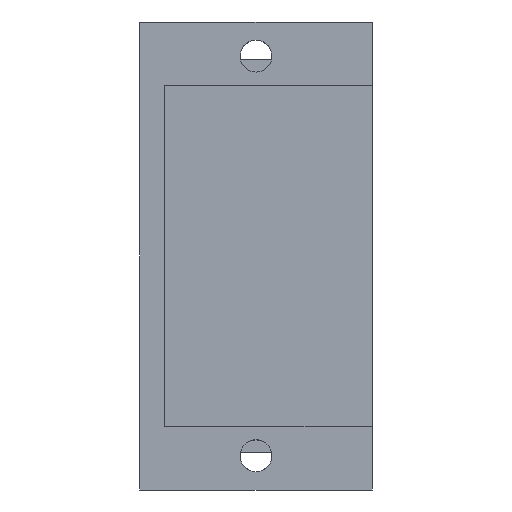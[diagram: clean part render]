
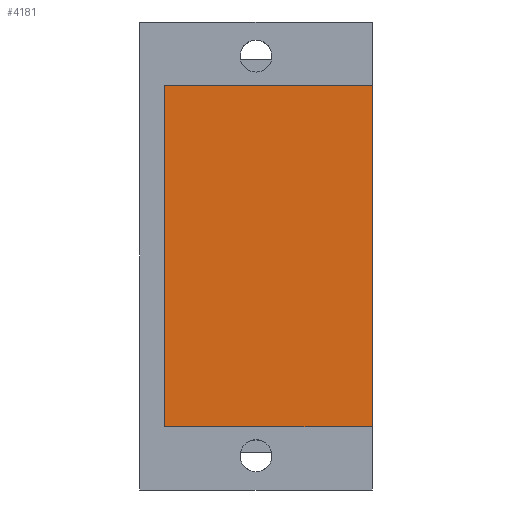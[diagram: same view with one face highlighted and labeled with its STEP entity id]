
A CAD part, left-side view. The second image highlights one B-rep face of the part: STEP entity #4181.
In plain terms, the highlighted planar face has unit normal (-1, 0, 0).
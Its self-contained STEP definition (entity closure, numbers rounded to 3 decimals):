
#1457 = PLANE('',#1458);
#1458 = AXIS2_PLACEMENT_3D('',#1459,#1460,#1461);
#1459 = CARTESIAN_POINT('',(-20.986,-8.,-4.505));
#1460 = DIRECTION('',(0.,-1.,0.));
#1461 = DIRECTION('',(-1.,0.,0.));
#1717 = PLANE('',#1718);
#1718 = AXIS2_PLACEMENT_3D('',#1719,#1720,#1721);
#1719 = CARTESIAN_POINT('',(-18.2,6.3,11.25));
#1720 = DIRECTION('',(0.,-1.,0.));
#1721 = DIRECTION('',(-1.,0.,0.));
#1745 = PLANE('',#1746);
#1746 = AXIS2_PLACEMENT_3D('',#1747,#1748,#1749);
#1747 = CARTESIAN_POINT('',(-20.7,-8.,11.25));
#1748 = DIRECTION('',(0.,0.,-1.));
#1749 = DIRECTION('',(0.,-1.,0.));
#1838 = PLANE('',#1839);
#1839 = AXIS2_PLACEMENT_3D('',#1840,#1841,#1842);
#1840 = CARTESIAN_POINT('',(-18.2,-8.,-12.25));
#1841 = DIRECTION('',(0.,0.,1.));
#1842 = DIRECTION('',(0.,1.,0.));
#4110 = VERTEX_POINT('',#4111);
#4111 = CARTESIAN_POINT('',(-18.2,-8.,-12.25));
#4132 = EDGE_CURVE('',#4133,#4110,#4135,.T.);
#4133 = VERTEX_POINT('',#4134);
#4134 = CARTESIAN_POINT('',(-18.2,6.3,-12.25));
#4135 = SURFACE_CURVE('',#4136,(#4140,#4147),.PCURVE_S1.);
#4136 = LINE('',#4137,#4138);
#4137 = CARTESIAN_POINT('',(-18.2,6.3,-12.25));
#4138 = VECTOR('',#4139,1.);
#4139 = DIRECTION('',(0.,-1.,0.));
#4140 = PCURVE('',#1838,#4141);
#4141 = DEFINITIONAL_REPRESENTATION('',(#4142),#4146);
#4142 = LINE('',#4143,#4144);
#4143 = CARTESIAN_POINT('',(14.3,0.));
#4144 = VECTOR('',#4145,1.);
#4145 = DIRECTION('',(-1.,0.));
#4146 = ( GEOMETRIC_REPRESENTATION_CONTEXT(2) 
PARAMETRIC_REPRESENTATION_CONTEXT() REPRESENTATION_CONTEXT('2D SPACE',''
  ) );
#4147 = PCURVE('',#4148,#4153);
#4148 = PLANE('',#4149);
#4149 = AXIS2_PLACEMENT_3D('',#4150,#4151,#4152);
#4150 = CARTESIAN_POINT('',(-18.2,6.3,11.25));
#4151 = DIRECTION('',(-1.,0.,0.));
#4152 = DIRECTION('',(0.,-1.,0.));
#4153 = DEFINITIONAL_REPRESENTATION('',(#4154),#4158);
#4154 = LINE('',#4155,#4156);
#4155 = CARTESIAN_POINT('',(0.,-23.5));
#4156 = VECTOR('',#4157,1.);
#4157 = DIRECTION('',(1.,0.));
#4158 = ( GEOMETRIC_REPRESENTATION_CONTEXT(2) 
PARAMETRIC_REPRESENTATION_CONTEXT() REPRESENTATION_CONTEXT('2D SPACE',''
  ) );
#4181 = ADVANCED_FACE('',(#4182),#4148,.T.);
#4182 = FACE_BOUND('',#4183,.T.);
#4183 = EDGE_LOOP('',(#4184,#4209,#4230,#4231));
#4184 = ORIENTED_EDGE('',*,*,#4185,.F.);
#4185 = EDGE_CURVE('',#4186,#4188,#4190,.T.);
#4186 = VERTEX_POINT('',#4187);
#4187 = CARTESIAN_POINT('',(-18.2,6.3,11.25));
#4188 = VERTEX_POINT('',#4189);
#4189 = CARTESIAN_POINT('',(-18.2,-8.,11.25));
#4190 = SURFACE_CURVE('',#4191,(#4195,#4202),.PCURVE_S1.);
#4191 = LINE('',#4192,#4193);
#4192 = CARTESIAN_POINT('',(-18.2,6.3,11.25));
#4193 = VECTOR('',#4194,1.);
#4194 = DIRECTION('',(0.,-1.,0.));
#4195 = PCURVE('',#4148,#4196);
#4196 = DEFINITIONAL_REPRESENTATION('',(#4197),#4201);
#4197 = LINE('',#4198,#4199);
#4198 = CARTESIAN_POINT('',(0.,0.));
#4199 = VECTOR('',#4200,1.);
#4200 = DIRECTION('',(1.,0.));
#4201 = ( GEOMETRIC_REPRESENTATION_CONTEXT(2) 
PARAMETRIC_REPRESENTATION_CONTEXT() REPRESENTATION_CONTEXT('2D SPACE',''
  ) );
#4202 = PCURVE('',#1745,#4203);
#4203 = DEFINITIONAL_REPRESENTATION('',(#4204),#4208);
#4204 = LINE('',#4205,#4206);
#4205 = CARTESIAN_POINT('',(-14.3,-2.5));
#4206 = VECTOR('',#4207,1.);
#4207 = DIRECTION('',(1.,0.));
#4208 = ( GEOMETRIC_REPRESENTATION_CONTEXT(2) 
PARAMETRIC_REPRESENTATION_CONTEXT() REPRESENTATION_CONTEXT('2D SPACE',''
  ) );
#4209 = ORIENTED_EDGE('',*,*,#4210,.T.);
#4210 = EDGE_CURVE('',#4186,#4133,#4211,.T.);
#4211 = SURFACE_CURVE('',#4212,(#4216,#4223),.PCURVE_S1.);
#4212 = LINE('',#4213,#4214);
#4213 = CARTESIAN_POINT('',(-18.2,6.3,11.25));
#4214 = VECTOR('',#4215,1.);
#4215 = DIRECTION('',(0.,0.,-1.));
#4216 = PCURVE('',#4148,#4217);
#4217 = DEFINITIONAL_REPRESENTATION('',(#4218),#4222);
#4218 = LINE('',#4219,#4220);
#4219 = CARTESIAN_POINT('',(0.,0.));
#4220 = VECTOR('',#4221,1.);
#4221 = DIRECTION('',(0.,-1.));
#4222 = ( GEOMETRIC_REPRESENTATION_CONTEXT(2) 
PARAMETRIC_REPRESENTATION_CONTEXT() REPRESENTATION_CONTEXT('2D SPACE',''
  ) );
#4223 = PCURVE('',#1717,#4224);
#4224 = DEFINITIONAL_REPRESENTATION('',(#4225),#4229);
#4225 = LINE('',#4226,#4227);
#4226 = CARTESIAN_POINT('',(0.,0.));
#4227 = VECTOR('',#4228,1.);
#4228 = DIRECTION('',(0.,1.));
#4229 = ( GEOMETRIC_REPRESENTATION_CONTEXT(2) 
PARAMETRIC_REPRESENTATION_CONTEXT() REPRESENTATION_CONTEXT('2D SPACE',''
  ) );
#4230 = ORIENTED_EDGE('',*,*,#4132,.T.);
#4231 = ORIENTED_EDGE('',*,*,#4232,.F.);
#4232 = EDGE_CURVE('',#4188,#4110,#4233,.T.);
#4233 = SURFACE_CURVE('',#4234,(#4238,#4245),.PCURVE_S1.);
#4234 = LINE('',#4235,#4236);
#4235 = CARTESIAN_POINT('',(-18.2,-8.,11.25));
#4236 = VECTOR('',#4237,1.);
#4237 = DIRECTION('',(0.,0.,-1.));
#4238 = PCURVE('',#4148,#4239);
#4239 = DEFINITIONAL_REPRESENTATION('',(#4240),#4244);
#4240 = LINE('',#4241,#4242);
#4241 = CARTESIAN_POINT('',(14.3,0.));
#4242 = VECTOR('',#4243,1.);
#4243 = DIRECTION('',(0.,-1.));
#4244 = ( GEOMETRIC_REPRESENTATION_CONTEXT(2) 
PARAMETRIC_REPRESENTATION_CONTEXT() REPRESENTATION_CONTEXT('2D SPACE',''
  ) );
#4245 = PCURVE('',#1457,#4246);
#4246 = DEFINITIONAL_REPRESENTATION('',(#4247),#4251);
#4247 = LINE('',#4248,#4249);
#4248 = CARTESIAN_POINT('',(-2.786,-15.755));
#4249 = VECTOR('',#4250,1.);
#4250 = DIRECTION('',(0.,1.));
#4251 = ( GEOMETRIC_REPRESENTATION_CONTEXT(2) 
PARAMETRIC_REPRESENTATION_CONTEXT() REPRESENTATION_CONTEXT('2D SPACE',''
  ) );
